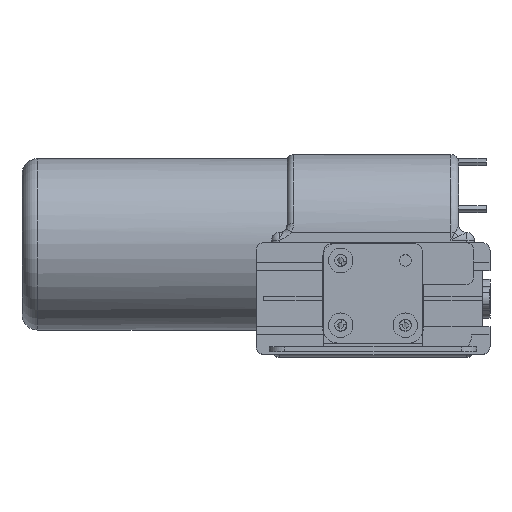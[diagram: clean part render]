
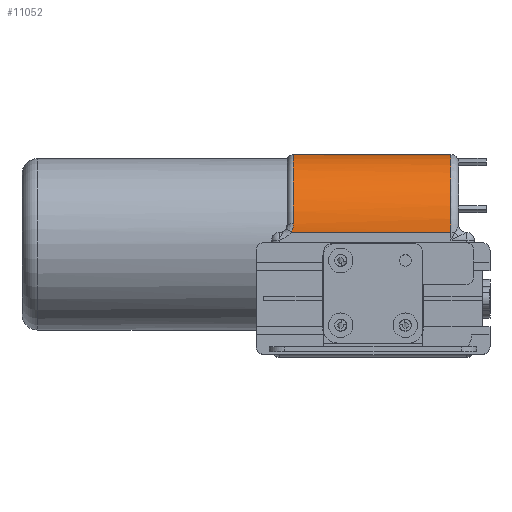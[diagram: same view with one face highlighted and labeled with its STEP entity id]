
A CAD part, top view. The second image highlights one B-rep face of the part: STEP entity #11052.
In plain terms, the highlighted cylindrical face has radius 31.75 mm (diameter 63.5 mm), a partial arc.
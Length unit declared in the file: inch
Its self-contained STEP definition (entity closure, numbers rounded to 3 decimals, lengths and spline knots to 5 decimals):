
#68=B_SPLINE_CURVE_WITH_KNOTS('',3,(#16972,#16973,#16974,#16975),
 .UNSPECIFIED.,.F.,.F.,(4,4),(0.,0.33403),
 .UNSPECIFIED.);
#758=FACE_OUTER_BOUND('',#1370,.T.);
#1370=EDGE_LOOP('',(#8435,#8436,#8437,#8438,#8439));
#2244=LINE('',#16967,#3453);
#2246=LINE('',#16977,#3455);
#3453=VECTOR('',#13656,2.525);
#3455=VECTOR('',#13660,2.56129);
#4339=CIRCLE('',#11811,1.25);
#4340=CIRCLE('',#11812,1.25);
#5032=VERTEX_POINT('',#16964);
#5033=VERTEX_POINT('',#16966);
#5034=VERTEX_POINT('',#16970);
#5035=VERTEX_POINT('',#16971);
#5036=VERTEX_POINT('',#16976);
#6332=EDGE_CURVE('',#5032,#5033,#2244,.T.);
#6334=EDGE_CURVE('',#5034,#5035,#68,.T.);
#6335=EDGE_CURVE('',#5034,#5036,#2246,.F.);
#6336=EDGE_CURVE('',#5033,#5036,#4339,.T.);
#6337=EDGE_CURVE('',#5035,#5032,#4340,.T.);
#8435=ORIENTED_EDGE('',*,*,#6334,.F.);
#8436=ORIENTED_EDGE('',*,*,#6335,.T.);
#8437=ORIENTED_EDGE('',*,*,#6336,.F.);
#8438=ORIENTED_EDGE('',*,*,#6332,.F.);
#8439=ORIENTED_EDGE('',*,*,#6337,.F.);
#10750=CYLINDRICAL_SURFACE('',#11810,1.25);
#11052=ADVANCED_FACE('',(#758),#10750,.T.);
#11810=AXIS2_PLACEMENT_3D('',#16969,#13658,#13659);
#11811=AXIS2_PLACEMENT_3D('',#16978,#13661,#13662);
#11812=AXIS2_PLACEMENT_3D('',#16979,#13663,#13664);
#13656=DIRECTION('',(1.,0.,0.));
#13658=DIRECTION('center_axis',(-1.,0.,0.));
#13659=DIRECTION('ref_axis',(0.,-1.,0.));
#13660=DIRECTION('',(-1.,0.,0.));
#13661=DIRECTION('center_axis',(1.,0.,0.));
#13662=DIRECTION('ref_axis',(0.,0.707,0.707));
#13663=DIRECTION('center_axis',(-1.,0.,0.));
#13664=DIRECTION('ref_axis',(0.,0.733,0.68));
#16964=CARTESIAN_POINT('',(-1.68125,2.3125,-1.25));
#16966=CARTESIAN_POINT('',(0.84375,2.3125,-1.25));
#16967=CARTESIAN_POINT('',(1.3125,2.3125,-1.25));
#16969=CARTESIAN_POINT('Origin',(1.3125,1.0625,-1.25));
#16970=CARTESIAN_POINT('',(-1.71754,1.0625,0.));
#16971=CARTESIAN_POINT('',(-1.68125,1.19764,-0.00733));
#16972=CARTESIAN_POINT('Ctrl Pts',(-1.71754,1.0625,0.));
#16973=CARTESIAN_POINT('Ctrl Pts',(-1.69399,1.10269,0.));
#16974=CARTESIAN_POINT('Ctrl Pts',(-1.68125,1.15028,-0.00218));
#16975=CARTESIAN_POINT('Ctrl Pts',(-1.68125,1.19764,-0.00733));
#16976=CARTESIAN_POINT('',(0.84375,1.0625,0.));
#16977=CARTESIAN_POINT('',(1.3125,1.0625,0.));
#16978=CARTESIAN_POINT('Origin',(0.84375,1.0625,-1.25));
#16979=CARTESIAN_POINT('Origin',(-1.68125,1.0625,-1.25));
